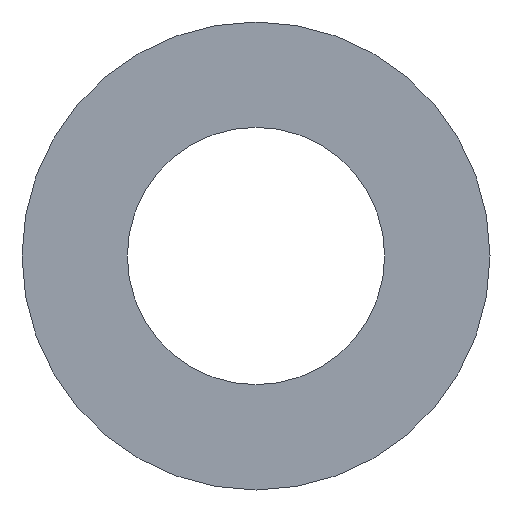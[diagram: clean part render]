
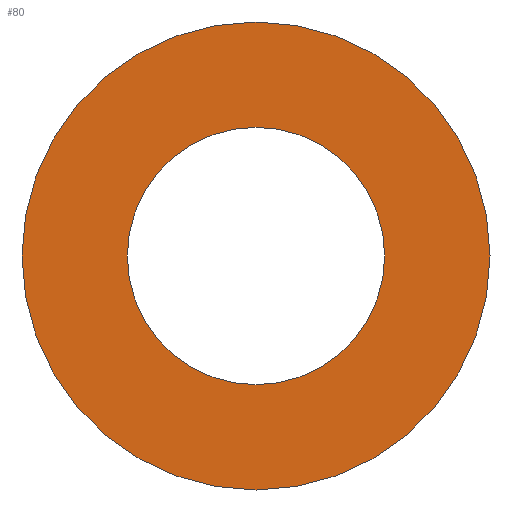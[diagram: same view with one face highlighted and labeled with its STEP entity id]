
A CAD part, front view. The second image highlights one B-rep face of the part: STEP entity #80.
In plain terms, the highlighted planar face has unit normal (0, -1, 0).
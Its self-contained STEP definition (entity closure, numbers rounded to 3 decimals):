
#1 = FACE_OUTER_BOUND ( 'NONE', #25, .T. ) ;
#2 = FACE_BOUND ( 'NONE', #37, .T. ) ;
#5 = ORIENTED_EDGE ( 'NONE', *, *, #107, .T. ) ;
#12 = ORIENTED_EDGE ( 'NONE', *, *, #94, .F. ) ;
#17 = ORIENTED_EDGE ( 'NONE', *, *, #97, .T. ) ;
#25 = EDGE_LOOP ( 'NONE', ( #41, #12 ) ) ;
#37 = EDGE_LOOP ( 'NONE', ( #17, #5 ) ) ;
#41 = ORIENTED_EDGE ( 'NONE', *, *, #106, .F. ) ;
#56 = CIRCLE ( 'NONE', #88, 1.375 ) ;
#59 = CIRCLE ( 'NONE', #110, 2.5 ) ;
#66 = CIRCLE ( 'NONE', #87, 2.5 ) ;
#67 = CIRCLE ( 'NONE', #102, 1.375 ) ;
#80 = ADVANCED_FACE ( 'NONE', ( #1, #2 ), #125, .F. ) ;
#87 = AXIS2_PLACEMENT_3D ( 'NONE', #179, #180, #188 ) ;
#88 = AXIS2_PLACEMENT_3D ( 'NONE', #174, #147, #162 ) ;
#94 = EDGE_CURVE ( 'NONE', #114, #141, #66, .T. ) ;
#97 = EDGE_CURVE ( 'NONE', #120, #130, #67, .T. ) ;
#102 = AXIS2_PLACEMENT_3D ( 'NONE', #163, #159, #186 ) ;
#106 = EDGE_CURVE ( 'NONE', #141, #114, #59, .T. ) ;
#107 = EDGE_CURVE ( 'NONE', #130, #120, #56, .T. ) ;
#108 = AXIS2_PLACEMENT_3D ( 'NONE', #117, #128, #118 ) ;
#110 = AXIS2_PLACEMENT_3D ( 'NONE', #160, #172, #173 ) ;
#114 = VERTEX_POINT ( 'NONE', #164 ) ;
#117 = CARTESIAN_POINT ( 'NONE',  ( 0., 0., 0. ) ) ;
#118 = DIRECTION ( 'NONE',  ( 0., 0., 1. ) ) ;
#120 = VERTEX_POINT ( 'NONE', #181 ) ;
#125 = PLANE ( 'NONE',  #108 ) ;
#128 = DIRECTION ( 'NONE',  ( 0., 1., 0. ) ) ;
#130 = VERTEX_POINT ( 'NONE', #165 ) ;
#141 = VERTEX_POINT ( 'NONE', #148 ) ;
#147 = DIRECTION ( 'NONE',  ( 0., 1., 0. ) ) ;
#148 = CARTESIAN_POINT ( 'NONE',  ( 0., 0., -2.5 ) ) ;
#159 = DIRECTION ( 'NONE',  ( 0., 1., 0. ) ) ;
#160 = CARTESIAN_POINT ( 'NONE',  ( 0., 0., 0. ) ) ;
#162 = DIRECTION ( 'NONE',  ( 0., 0., 1. ) ) ;
#163 = CARTESIAN_POINT ( 'NONE',  ( 0., 0., 0. ) ) ;
#164 = CARTESIAN_POINT ( 'NONE',  ( 0., 0., 2.5 ) ) ;
#165 = CARTESIAN_POINT ( 'NONE',  ( 0., 0., 1.375 ) ) ;
#172 = DIRECTION ( 'NONE',  ( 0., 1., 0. ) ) ;
#173 = DIRECTION ( 'NONE',  ( 0., 0., 1. ) ) ;
#174 = CARTESIAN_POINT ( 'NONE',  ( 0., 0., 0. ) ) ;
#179 = CARTESIAN_POINT ( 'NONE',  ( 0., 0., 0. ) ) ;
#180 = DIRECTION ( 'NONE',  ( 0., 1., 0. ) ) ;
#181 = CARTESIAN_POINT ( 'NONE',  ( 0., 0., -1.375 ) ) ;
#186 = DIRECTION ( 'NONE',  ( 0., 0., 1. ) ) ;
#188 = DIRECTION ( 'NONE',  ( 0., 0., 1. ) ) ;
